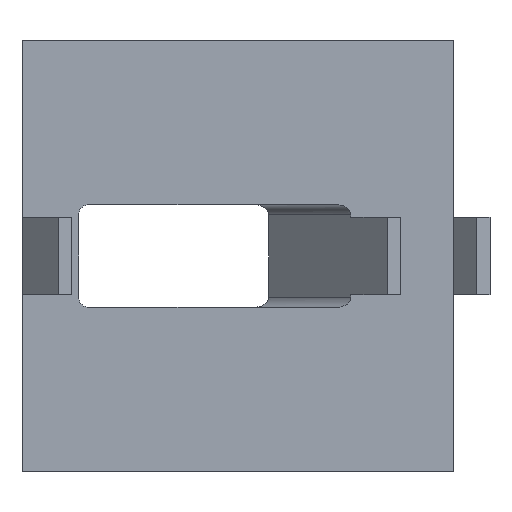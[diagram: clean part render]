
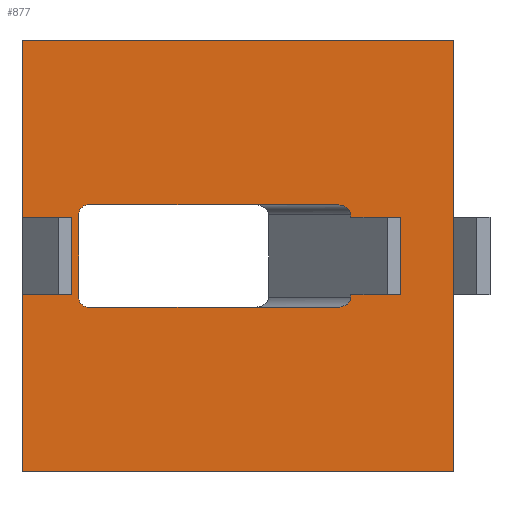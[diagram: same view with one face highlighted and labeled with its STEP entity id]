
A CAD part, front view. The second image highlights one B-rep face of the part: STEP entity #877.
In plain terms, the highlighted planar face has unit normal (0, -1, 0).
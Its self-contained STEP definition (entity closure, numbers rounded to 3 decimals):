
#15=FACE_BOUND('',#144,.T.);
#24=CIRCLE('',#914,1.);
#26=CIRCLE('',#921,1.);
#51=PLANE('',#941);
#97=FACE_OUTER_BOUND('',#143,.T.);
#143=EDGE_LOOP('',(#717,#718,#719,#720,#721,#722,#723,#724));
#144=EDGE_LOOP('',(#725,#726,#727,#728,#729,#730,#731,#732,#733,#734,#735,
#736));
#179=LINE('',#1249,#287);
#184=LINE('',#1264,#292);
#187=LINE('',#1278,#295);
#189=LINE('',#1283,#297);
#193=LINE('',#1291,#301);
#200=LINE('',#1304,#308);
#204=LINE('',#1313,#312);
#208=LINE('',#1322,#316);
#210=LINE('',#1326,#318);
#235=LINE('',#1378,#343);
#236=LINE('',#1380,#344);
#237=LINE('',#1382,#345);
#238=LINE('',#1384,#346);
#239=LINE('',#1385,#347);
#240=LINE('',#1386,#348);
#241=LINE('',#1387,#349);
#287=VECTOR('',#1013,24.086);
#292=VECTOR('',#1026,24.086);
#295=VECTOR('',#1043,8.);
#297=VECTOR('',#1047,2.546);
#301=VECTOR('',#1053,7.5);
#308=VECTOR('',#1066,2.546);
#312=VECTOR('',#1072,2.546);
#316=VECTOR('',#1080,7.5);
#318=VECTOR('',#1084,2.546);
#343=VECTOR('',#1129,17.25);
#344=VECTOR('',#1130,42.);
#345=VECTOR('',#1131,42.);
#346=VECTOR('',#1132,42.);
#347=VECTOR('',#1133,17.25);
#348=VECTOR('',#1134,0.25);
#349=VECTOR('',#1135,0.25);
#382=ELLIPSE('',#910,1.414,1.);
#383=ELLIPSE('',#917,1.414,1.);
#403=VERTEX_POINT('',#1239);
#404=VERTEX_POINT('',#1241);
#406=VERTEX_POINT('',#1247);
#409=VERTEX_POINT('',#1254);
#410=VERTEX_POINT('',#1256);
#412=VERTEX_POINT('',#1262);
#413=VERTEX_POINT('',#1266);
#416=VERTEX_POINT('',#1274);
#417=VERTEX_POINT('',#1281);
#418=VERTEX_POINT('',#1282);
#421=VERTEX_POINT('',#1290);
#424=VERTEX_POINT('',#1300);
#425=VERTEX_POINT('',#1306);
#428=VERTEX_POINT('',#1311);
#431=VERTEX_POINT('',#1321);
#432=VERTEX_POINT('',#1325);
#449=VERTEX_POINT('',#1377);
#450=VERTEX_POINT('',#1379);
#451=VERTEX_POINT('',#1381);
#452=VERTEX_POINT('',#1383);
#489=EDGE_CURVE('',#403,#404,#382,.T.);
#493=EDGE_CURVE('',#403,#406,#179,.T.);
#496=EDGE_CURVE('',#409,#410,#24,.T.);
#500=EDGE_CURVE('',#409,#412,#184,.T.);
#501=EDGE_CURVE('',#413,#412,#383,.T.);
#506=EDGE_CURVE('',#416,#406,#26,.T.);
#507=EDGE_CURVE('',#416,#410,#187,.T.);
#509=EDGE_CURVE('',#417,#418,#189,.T.);
#513=EDGE_CURVE('',#421,#417,#193,.T.);
#520=EDGE_CURVE('',#424,#421,#200,.T.);
#524=EDGE_CURVE('',#425,#428,#204,.T.);
#528=EDGE_CURVE('',#431,#425,#208,.T.);
#530=EDGE_CURVE('',#432,#431,#210,.T.);
#555=EDGE_CURVE('',#418,#449,#235,.T.);
#556=EDGE_CURVE('',#450,#449,#236,.T.);
#557=EDGE_CURVE('',#451,#450,#237,.T.);
#558=EDGE_CURVE('',#452,#451,#238,.T.);
#559=EDGE_CURVE('',#452,#424,#239,.T.);
#560=EDGE_CURVE('',#428,#404,#240,.T.);
#561=EDGE_CURVE('',#413,#432,#241,.T.);
#717=ORIENTED_EDGE('',*,*,#520,.T.);
#718=ORIENTED_EDGE('',*,*,#513,.T.);
#719=ORIENTED_EDGE('',*,*,#509,.T.);
#720=ORIENTED_EDGE('',*,*,#555,.T.);
#721=ORIENTED_EDGE('',*,*,#556,.F.);
#722=ORIENTED_EDGE('',*,*,#557,.F.);
#723=ORIENTED_EDGE('',*,*,#558,.F.);
#724=ORIENTED_EDGE('',*,*,#559,.T.);
#725=ORIENTED_EDGE('',*,*,#530,.T.);
#726=ORIENTED_EDGE('',*,*,#528,.T.);
#727=ORIENTED_EDGE('',*,*,#524,.T.);
#728=ORIENTED_EDGE('',*,*,#560,.T.);
#729=ORIENTED_EDGE('',*,*,#489,.F.);
#730=ORIENTED_EDGE('',*,*,#493,.T.);
#731=ORIENTED_EDGE('',*,*,#506,.F.);
#732=ORIENTED_EDGE('',*,*,#507,.T.);
#733=ORIENTED_EDGE('',*,*,#496,.F.);
#734=ORIENTED_EDGE('',*,*,#500,.T.);
#735=ORIENTED_EDGE('',*,*,#501,.F.);
#736=ORIENTED_EDGE('',*,*,#561,.T.);
#877=ADVANCED_FACE('',(#97,#15),#51,.T.);
#910=AXIS2_PLACEMENT_3D('',#1242,#1006,#1007);
#914=AXIS2_PLACEMENT_3D('',#1257,#1019,#1020);
#917=AXIS2_PLACEMENT_3D('',#1267,#1029,#1030);
#921=AXIS2_PLACEMENT_3D('',#1276,#1039,#1040);
#941=AXIS2_PLACEMENT_3D('',#1376,#1127,#1128);
#1006=DIRECTION('center_axis',(0.,-1.,0.));
#1007=DIRECTION('ref_axis',(1.,0.,0.));
#1013=DIRECTION('',(-1.,0.,0.));
#1019=DIRECTION('center_axis',(0.,-1.,0.));
#1020=DIRECTION('ref_axis',(-0.707,0.,0.707));
#1026=DIRECTION('',(1.,0.,0.));
#1029=DIRECTION('center_axis',(0.,-1.,0.));
#1030=DIRECTION('ref_axis',(1.,0.,0.));
#1039=DIRECTION('center_axis',(0.,-1.,0.));
#1040=DIRECTION('ref_axis',(-0.707,0.,-0.707));
#1043=DIRECTION('',(0.,0.,1.));
#1047=DIRECTION('',(-1.,0.,0.));
#1053=DIRECTION('',(0.,0.,-1.));
#1066=DIRECTION('',(1.,0.,0.));
#1072=DIRECTION('',(-1.,0.,0.));
#1080=DIRECTION('',(0.,0.,-1.));
#1084=DIRECTION('',(1.,0.,0.));
#1127=DIRECTION('center_axis',(0.,-1.,0.));
#1128=DIRECTION('ref_axis',(1.,0.,0.));
#1129=DIRECTION('',(0.,0.,-1.));
#1130=DIRECTION('',(-1.,0.,0.));
#1131=DIRECTION('',(0.,0.,-1.));
#1132=DIRECTION('',(1.,0.,0.));
#1133=DIRECTION('',(0.,0.,-1.));
#1134=DIRECTION('',(0.,0.,-1.));
#1135=DIRECTION('',(0.,0.,-1.));
#1239=CARTESIAN_POINT('',(9.586,-21.,-5.));
#1241=CARTESIAN_POINT('',(11.,-21.,-4.));
#1242=CARTESIAN_POINT('Origin',(9.586,-21.,-4.));
#1247=CARTESIAN_POINT('',(-14.5,-21.,-5.));
#1249=CARTESIAN_POINT('',(-7.586,-21.,-5.));
#1254=CARTESIAN_POINT('',(-14.5,-21.,5.));
#1256=CARTESIAN_POINT('',(-15.5,-21.,4.));
#1257=CARTESIAN_POINT('Origin',(-14.5,-21.,4.));
#1262=CARTESIAN_POINT('',(9.586,-21.,5.));
#1264=CARTESIAN_POINT('',(-7.586,-21.,5.));
#1266=CARTESIAN_POINT('',(11.,-21.,4.));
#1267=CARTESIAN_POINT('Origin',(9.586,-21.,4.));
#1274=CARTESIAN_POINT('',(-15.5,-21.,-4.));
#1276=CARTESIAN_POINT('Origin',(-14.5,-21.,-4.));
#1278=CARTESIAN_POINT('',(-15.5,-21.,2.5));
#1281=CARTESIAN_POINT('',(-18.454,-21.,-3.75));
#1282=CARTESIAN_POINT('',(-21.,-21.,-3.75));
#1283=CARTESIAN_POINT('',(-19.75,-21.,-3.75));
#1290=CARTESIAN_POINT('',(-18.454,-21.,3.75));
#1291=CARTESIAN_POINT('',(-18.454,-21.,0.));
#1300=CARTESIAN_POINT('',(-21.,-21.,3.75));
#1304=CARTESIAN_POINT('',(-19.75,-21.,3.75));
#1306=CARTESIAN_POINT('',(13.546,-21.,-3.75));
#1311=CARTESIAN_POINT('',(11.,-21.,-3.75));
#1313=CARTESIAN_POINT('',(-3.75,-21.,-3.75));
#1321=CARTESIAN_POINT('',(13.546,-21.,3.75));
#1322=CARTESIAN_POINT('',(13.546,-21.,0.));
#1325=CARTESIAN_POINT('',(11.,-21.,3.75));
#1326=CARTESIAN_POINT('',(-3.75,-21.,3.75));
#1376=CARTESIAN_POINT('Origin',(-21.,-21.,0.));
#1377=CARTESIAN_POINT('',(-21.,-21.,-21.));
#1378=CARTESIAN_POINT('',(-21.,-21.,0.));
#1379=CARTESIAN_POINT('',(21.,-21.,-21.));
#1380=CARTESIAN_POINT('',(21.,-21.,-21.));
#1381=CARTESIAN_POINT('',(21.,-21.,21.));
#1382=CARTESIAN_POINT('',(21.,-21.,0.));
#1383=CARTESIAN_POINT('',(-21.,-21.,21.));
#1384=CARTESIAN_POINT('',(21.,-21.,21.));
#1385=CARTESIAN_POINT('',(-21.,-21.,0.));
#1386=CARTESIAN_POINT('',(11.,-21.,0.));
#1387=CARTESIAN_POINT('',(11.,-21.,0.));
